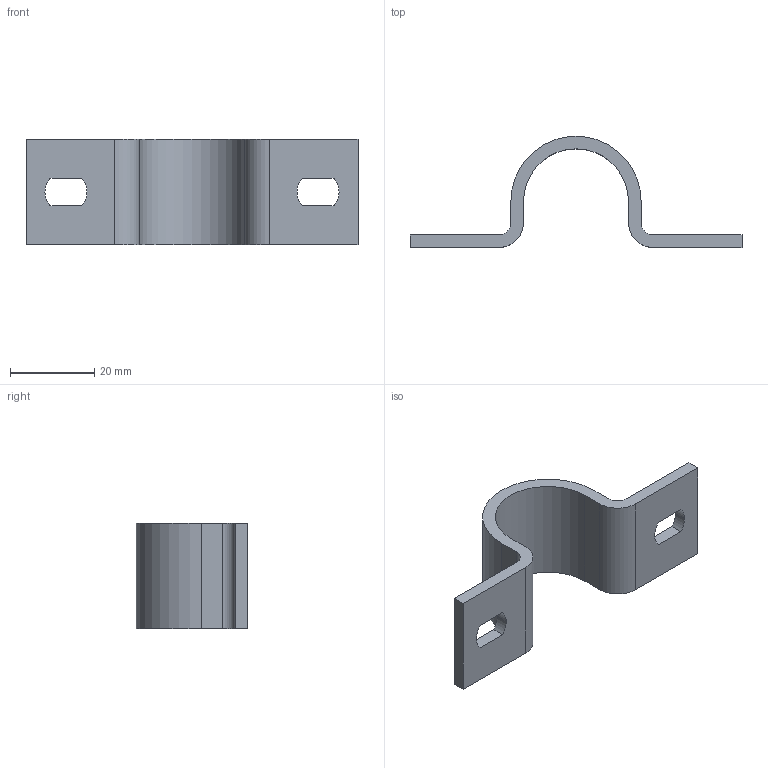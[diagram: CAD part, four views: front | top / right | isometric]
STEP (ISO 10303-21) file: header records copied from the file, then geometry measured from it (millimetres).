
FILE_DESCRIPTION(('CoCreate Modeling STEP Export'),'2;1');
FILE_NAME('1015494.stp','2017-12-08T 7:36:07',(''),(''),'CoCreate Modeling STEP processor for AP214 (Solid Model)','CoCreate Modeling 16.00D 29-May-2009 (C) Parametric Technology GmbH','');
FILE_SCHEMA(('AUTOMOTIVE_DESIGN { 1 0 10303 214 1 1 1 1 }'));
Length unit declared in the file: millimetre
Products named in the file (1): Befestigungsschelle
Bounding box: 79 x 26.5 x 25 mm (x, y, z)
Volume: 7898.5 mm3; surface area: 6252.5 mm2
Topology: 1 solids, 1 shells, 30 faces, 84 edges, 56 vertices
Faces by surface type: plane 16, cylinder 14
Entity records: 946 total; most frequent: ORIENTED_EDGE 168, CARTESIAN_POINT 159, DIRECTION 150, EDGE_CURVE 84, VECTOR 56, LINE 56, VERTEX_POINT 56, AXIS2_PLACEMENT_3D 47
